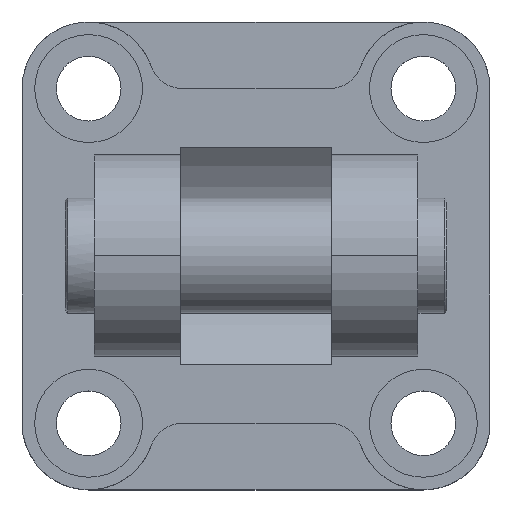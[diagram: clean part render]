
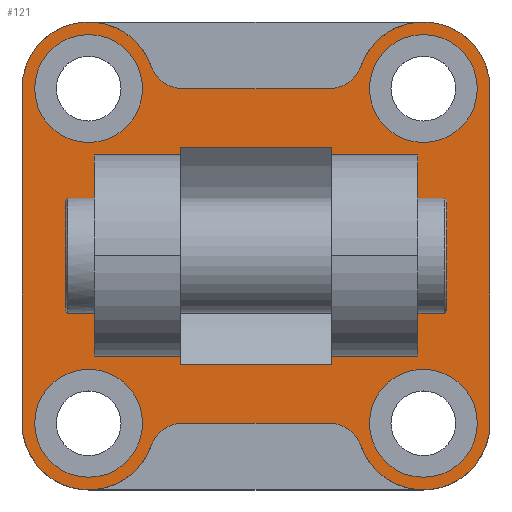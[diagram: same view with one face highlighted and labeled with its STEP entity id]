
A CAD part, top view. The second image highlights one B-rep face of the part: STEP entity #121.
In plain terms, the highlighted planar face has unit normal (0, 0, 1).
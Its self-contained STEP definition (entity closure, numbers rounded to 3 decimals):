
#121=ADVANCED_FACE('',(#282,#283,#284,#285,#286,#287),#288,.T.);
#282=FACE_BOUND('',#454,.T.);
#283=FACE_BOUND('',#455,.T.);
#284=FACE_BOUND('',#456,.T.);
#285=FACE_BOUND('',#457,.T.);
#286=FACE_BOUND('',#458,.T.);
#287=FACE_OUTER_BOUND('',#459,.T.);
#288=PLANE('',#460);
#454=EDGE_LOOP('',(#1037,#1038,#1039,#1040,#1041,#1042,#1043,#1044,#1045,#1046,#1047,#1048));
#455=EDGE_LOOP('',(#1049,#1050));
#456=EDGE_LOOP('',(#1051,#1052));
#457=EDGE_LOOP('',(#1053,#1054));
#458=EDGE_LOOP('',(#1055,#1056));
#459=EDGE_LOOP('',(#1057,#1058,#1059,#1060,#1061,#1062,#1063,#1064,#1065,#1066,#1067,#1068));
#460=AXIS2_PLACEMENT_3D('',#1069,#1070,#1071);
#1037=ORIENTED_EDGE('',*,*,#1202,.T.);
#1038=ORIENTED_EDGE('',*,*,#1221,.T.);
#1039=ORIENTED_EDGE('',*,*,#1223,.T.);
#1040=ORIENTED_EDGE('',*,*,#1224,.T.);
#1041=ORIENTED_EDGE('',*,*,#1214,.T.);
#1042=ORIENTED_EDGE('',*,*,#1216,.T.);
#1043=ORIENTED_EDGE('',*,*,#1209,.T.);
#1044=ORIENTED_EDGE('',*,*,#1225,.T.);
#1045=ORIENTED_EDGE('',*,*,#1127,.T.);
#1046=ORIENTED_EDGE('',*,*,#1219,.T.);
#1047=ORIENTED_EDGE('',*,*,#1205,.T.);
#1048=ORIENTED_EDGE('',*,*,#1192,.T.);
#1049=ORIENTED_EDGE('',*,*,#1122,.T.);
#1050=ORIENTED_EDGE('',*,*,#1228,.T.);
#1051=ORIENTED_EDGE('',*,*,#1114,.T.);
#1052=ORIENTED_EDGE('',*,*,#1232,.T.);
#1053=ORIENTED_EDGE('',*,*,#1106,.T.);
#1054=ORIENTED_EDGE('',*,*,#1236,.T.);
#1055=ORIENTED_EDGE('',*,*,#1098,.T.);
#1056=ORIENTED_EDGE('',*,*,#1240,.T.);
#1057=ORIENTED_EDGE('',*,*,#1276,.F.);
#1058=ORIENTED_EDGE('',*,*,#1279,.F.);
#1059=ORIENTED_EDGE('',*,*,#1289,.F.);
#1060=ORIENTED_EDGE('',*,*,#1285,.F.);
#1061=ORIENTED_EDGE('',*,*,#1283,.F.);
#1062=ORIENTED_EDGE('',*,*,#1281,.F.);
#1063=ORIENTED_EDGE('',*,*,#1261,.F.);
#1064=ORIENTED_EDGE('',*,*,#1265,.F.);
#1065=ORIENTED_EDGE('',*,*,#1268,.F.);
#1066=ORIENTED_EDGE('',*,*,#1274,.F.);
#1067=ORIENTED_EDGE('',*,*,#1280,.F.);
#1068=ORIENTED_EDGE('',*,*,#1270,.F.);
#1069=CARTESIAN_POINT('',(0.,0.,11.0));
#1070=DIRECTION('',(0.0,0.0,1.0));
#1071=DIRECTION('',(1.0,0.0,0.0));
#1098=EDGE_CURVE('',#1301,#1298,#1302,.T.);
#1106=EDGE_CURVE('',#1317,#1314,#1318,.T.);
#1114=EDGE_CURVE('',#1333,#1330,#1334,.T.);
#1122=EDGE_CURVE('',#1349,#1346,#1350,.T.);
#1127=EDGE_CURVE('',#1359,#1357,#1360,.T.);
#1192=EDGE_CURVE('',#1474,#1472,#1475,.T.);
#1202=EDGE_CURVE('',#1472,#1485,#1487,.T.);
#1205=EDGE_CURVE('',#1491,#1474,#1492,.T.);
#1209=EDGE_CURVE('',#1494,#1496,#1498,.T.);
#1214=EDGE_CURVE('',#1506,#1504,#1507,.T.);
#1216=EDGE_CURVE('',#1504,#1494,#1509,.T.);
#1219=EDGE_CURVE('',#1357,#1491,#1512,.T.);
#1221=EDGE_CURVE('',#1485,#1513,#1515,.T.);
#1223=EDGE_CURVE('',#1513,#1516,#1518,.T.);
#1224=EDGE_CURVE('',#1516,#1506,#1519,.T.);
#1225=EDGE_CURVE('',#1496,#1359,#1520,.T.);
#1228=EDGE_CURVE('',#1346,#1349,#1523,.T.);
#1232=EDGE_CURVE('',#1330,#1333,#1527,.T.);
#1236=EDGE_CURVE('',#1314,#1317,#1531,.T.);
#1240=EDGE_CURVE('',#1298,#1301,#1535,.T.);
#1261=EDGE_CURVE('',#1571,#1573,#1574,.T.);
#1265=EDGE_CURVE('',#1578,#1571,#1580,.T.);
#1268=EDGE_CURVE('',#1583,#1578,#1585,.T.);
#1270=EDGE_CURVE('',#1586,#1588,#1589,.T.);
#1274=EDGE_CURVE('',#1592,#1583,#1594,.T.);
#1276=EDGE_CURVE('',#1595,#1586,#1597,.T.);
#1279=EDGE_CURVE('',#1600,#1595,#1602,.T.);
#1280=EDGE_CURVE('',#1588,#1592,#1603,.T.);
#1281=EDGE_CURVE('',#1573,#1604,#1605,.T.);
#1283=EDGE_CURVE('',#1604,#1607,#1608,.T.);
#1285=EDGE_CURVE('',#1607,#1610,#1611,.T.);
#1289=EDGE_CURVE('',#1610,#1600,#1616,.T.);
#1298=VERTEX_POINT('',#1627);
#1301=VERTEX_POINT('',#1631);
#1302=CIRCLE('',#1632,7.5);
#1314=VERTEX_POINT('',#1647);
#1317=VERTEX_POINT('',#1651);
#1318=CIRCLE('',#1652,7.5);
#1330=VERTEX_POINT('',#1667);
#1333=VERTEX_POINT('',#1671);
#1334=CIRCLE('',#1672,7.5);
#1346=VERTEX_POINT('',#1687);
#1349=VERTEX_POINT('',#1691);
#1350=CIRCLE('',#1692,7.5);
#1357=VERTEX_POINT('',#1701);
#1359=VERTEX_POINT('',#1703);
#1360=LINE('',#1704,#1705);
#1472=VERTEX_POINT('',#1848);
#1474=VERTEX_POINT('',#1851);
#1475=LINE('',#1852,#1853);
#1485=VERTEX_POINT('',#1867);
#1487=LINE('',#1870,#1871);
#1491=VERTEX_POINT('',#1876);
#1492=LINE('',#1877,#1878);
#1494=VERTEX_POINT('',#1881);
#1496=VERTEX_POINT('',#1884);
#1498=LINE('',#1887,#1888);
#1504=VERTEX_POINT('',#1895);
#1506=VERTEX_POINT('',#1898);
#1507=LINE('',#1899,#1900);
#1509=LINE('',#1903,#1904);
#1512=LINE('',#1907,#1908);
#1513=VERTEX_POINT('',#1909);
#1515=LINE('',#1911,#1912);
#1516=VERTEX_POINT('',#1913);
#1518=LINE('',#1915,#1916);
#1519=LINE('',#1917,#1918);
#1520=LINE('',#1919,#1920);
#1523=CIRCLE('',#1923,7.5);
#1527=CIRCLE('',#1927,7.5);
#1531=CIRCLE('',#1931,7.5);
#1535=CIRCLE('',#1935,7.5);
#1571=VERTEX_POINT('',#1981);
#1573=VERTEX_POINT('',#1984);
#1574=CIRCLE('',#1985,4.625);
#1578=VERTEX_POINT('',#1990);
#1580=CIRCLE('',#1993,9.25);
#1583=VERTEX_POINT('',#1997);
#1585=LINE('',#2000,#2001);
#1586=VERTEX_POINT('',#2002);
#1588=VERTEX_POINT('',#2005);
#1589=LINE('',#2006,#2007);
#1592=VERTEX_POINT('',#2011);
#1594=CIRCLE('',#2014,9.25);
#1595=VERTEX_POINT('',#2015);
#1597=CIRCLE('',#2018,4.625);
#1600=VERTEX_POINT('',#2021);
#1602=CIRCLE('',#2024,9.25);
#1603=CIRCLE('',#2025,4.625);
#1604=VERTEX_POINT('',#2026);
#1605=LINE('',#2027,#2028);
#1607=VERTEX_POINT('',#2031);
#1608=CIRCLE('',#2032,4.625);
#1610=VERTEX_POINT('',#2035);
#1611=CIRCLE('',#2036,9.25);
#1616=LINE('',#2043,#2044);
#1627=CARTESIAN_POINT('',(-15.75,-23.25,11.0));
#1631=CARTESIAN_POINT('',(-30.75,-23.25,11.0));
#1632=AXIS2_PLACEMENT_3D('',#2054,#2055,#2056);
#1647=CARTESIAN_POINT('',(-15.75,23.25,11.0));
#1651=CARTESIAN_POINT('',(-30.75,23.25,11.0));
#1652=AXIS2_PLACEMENT_3D('',#2070,#2071,#2072);
#1667=CARTESIAN_POINT('',(30.75,-23.25,11.0));
#1671=CARTESIAN_POINT('',(15.75,-23.25,11.0));
#1672=AXIS2_PLACEMENT_3D('',#2086,#2087,#2088);
#1687=CARTESIAN_POINT('',(30.75,23.25,11.0));
#1691=CARTESIAN_POINT('',(15.75,23.25,11.0));
#1692=AXIS2_PLACEMENT_3D('',#2102,#2103,#2104);
#1701=CARTESIAN_POINT('',(10.5,15.085,11.0));
#1703=CARTESIAN_POINT('',(-10.5,15.085,11.0));
#1704=CARTESIAN_POINT('',(0.0,15.085,11.0));
#1705=VECTOR('',#2113,1.0);
#1848=CARTESIAN_POINT('',(22.5,-14.0,11.0));
#1851=CARTESIAN_POINT('',(22.5,14.0,11.0));
#1852=CARTESIAN_POINT('',(22.5,0.,11.0));
#1853=VECTOR('',#2242,1.0);
#1867=CARTESIAN_POINT('',(10.5,-14.0,11.0));
#1870=CARTESIAN_POINT('',(5.25,-14.0,11.0));
#1871=VECTOR('',#2260,1.0);
#1876=CARTESIAN_POINT('',(10.5,14.0,11.0));
#1877=CARTESIAN_POINT('',(5.25,14.0,11.0));
#1878=VECTOR('',#2265,1.0);
#1881=CARTESIAN_POINT('',(-22.5,14.0,11.0));
#1884=CARTESIAN_POINT('',(-10.5,14.0,11.0));
#1887=CARTESIAN_POINT('',(-5.25,14.0,11.0));
#1888=VECTOR('',#2269,1.0);
#1895=CARTESIAN_POINT('',(-22.5,-14.0,11.0));
#1898=CARTESIAN_POINT('',(-10.5,-14.0,11.0));
#1899=CARTESIAN_POINT('',(-5.25,-14.0,11.0));
#1900=VECTOR('',#2278,1.0);
#1903=CARTESIAN_POINT('',(-22.5,0.,11.0));
#1904=VECTOR('',#2280,1.0);
#1907=CARTESIAN_POINT('',(10.5,0.,11.0));
#1908=VECTOR('',#2287,1.0);
#1909=CARTESIAN_POINT('',(10.5,-15.085,11.0));
#1911=CARTESIAN_POINT('',(10.5,0.,11.0));
#1912=VECTOR('',#2291,1.0);
#1913=CARTESIAN_POINT('',(-10.5,-15.085,11.0));
#1915=CARTESIAN_POINT('',(0.0,-15.085,11.0));
#1916=VECTOR('',#2295,1.0);
#1917=CARTESIAN_POINT('',(-10.5,0.,11.0));
#1918=VECTOR('',#2296,1.0);
#1919=CARTESIAN_POINT('',(-10.5,0.,11.0));
#1920=VECTOR('',#2297,1.0);
#1923=AXIS2_PLACEMENT_3D('',#2304,#2305,#2306);
#1927=AXIS2_PLACEMENT_3D('',#2316,#2317,#2318);
#1931=AXIS2_PLACEMENT_3D('',#2328,#2329,#2330);
#1935=AXIS2_PLACEMENT_3D('',#2340,#2341,#2342);
#1981=CARTESIAN_POINT('',(14.529,-26.333,11.0));
#1984=CARTESIAN_POINT('',(10.169,-23.25,11.0));
#1985=AXIS2_PLACEMENT_3D('',#2381,#2382,#2383);
#1990=CARTESIAN_POINT('',(32.5,-23.25,11.0));
#1993=AXIS2_PLACEMENT_3D('',#2389,#2390,#2391);
#1997=CARTESIAN_POINT('',(32.5,23.25,11.0));
#2000=CARTESIAN_POINT('',(32.5,23.25,11.0));
#2001=VECTOR('',#2394,1.0);
#2002=CARTESIAN_POINT('',(-10.169,23.25,11.0));
#2005=CARTESIAN_POINT('',(10.169,23.25,11.0));
#2006=CARTESIAN_POINT('',(-10.169,23.25,11.0));
#2007=VECTOR('',#2396,1.0);
#2011=CARTESIAN_POINT('',(14.529,26.333,11.0));
#2014=AXIS2_PLACEMENT_3D('',#2402,#2403,#2404);
#2015=CARTESIAN_POINT('',(-14.529,26.333,11.0));
#2018=AXIS2_PLACEMENT_3D('',#2406,#2407,#2408);
#2021=CARTESIAN_POINT('',(-32.5,23.25,11.0));
#2024=AXIS2_PLACEMENT_3D('',#2413,#2414,#2415);
#2025=AXIS2_PLACEMENT_3D('',#2416,#2417,#2418);
#2026=CARTESIAN_POINT('',(-10.169,-23.25,11.0));
#2027=CARTESIAN_POINT('',(10.169,-23.25,11.0));
#2028=VECTOR('',#2419,1.0);
#2031=CARTESIAN_POINT('',(-14.529,-26.333,11.0));
#2032=AXIS2_PLACEMENT_3D('',#2421,#2422,#2423);
#2035=CARTESIAN_POINT('',(-32.5,-23.25,11.0));
#2036=AXIS2_PLACEMENT_3D('',#2425,#2426,#2427);
#2043=CARTESIAN_POINT('',(-32.5,-23.25,11.0));
#2044=VECTOR('',#2433,1.0);
#2054=CARTESIAN_POINT('',(-23.25,-23.25,11.0));
#2055=DIRECTION('',(0.0,0.0,-1.0));
#2056=DIRECTION('',(1.0,0.0,0.0));
#2070=CARTESIAN_POINT('',(-23.25,23.25,11.0));
#2071=DIRECTION('',(0.0,0.0,-1.0));
#2072=DIRECTION('',(1.0,0.0,0.0));
#2086=CARTESIAN_POINT('',(23.25,-23.25,11.0));
#2087=DIRECTION('',(0.0,0.0,-1.0));
#2088=DIRECTION('',(1.0,0.0,0.0));
#2102=CARTESIAN_POINT('',(23.25,23.25,11.0));
#2103=DIRECTION('',(0.0,0.0,-1.0));
#2104=DIRECTION('',(1.0,0.0,0.0));
#2113=DIRECTION('',(1.0,-0.0,-0.0));
#2242=DIRECTION('',(0.,-1.0,0.0));
#2260=DIRECTION('',(-1.0,0.,0.0));
#2265=DIRECTION('',(1.0,0.,0.0));
#2269=DIRECTION('',(1.0,0.0,0.0));
#2278=DIRECTION('',(-1.0,0.0,0.0));
#2280=DIRECTION('',(0.0,1.0,-0.0));
#2287=DIRECTION('',(0.0,-1.0,0.0));
#2291=DIRECTION('',(0.0,-1.0,0.0));
#2295=DIRECTION('',(-1.0,0.0,0.0));
#2296=DIRECTION('',(0.0,1.0,-0.0));
#2297=DIRECTION('',(0.0,1.0,-0.0));
#2304=CARTESIAN_POINT('',(23.25,23.25,11.0));
#2305=DIRECTION('',(0.0,0.0,-1.0));
#2306=DIRECTION('',(1.0,0.0,0.0));
#2316=CARTESIAN_POINT('',(23.25,-23.25,11.0));
#2317=DIRECTION('',(0.0,0.0,-1.0));
#2318=DIRECTION('',(1.0,0.0,0.0));
#2328=CARTESIAN_POINT('',(-23.25,23.25,11.0));
#2329=DIRECTION('',(0.0,0.0,-1.0));
#2330=DIRECTION('',(1.0,0.0,0.0));
#2340=CARTESIAN_POINT('',(-23.25,-23.25,11.0));
#2341=DIRECTION('',(0.0,0.0,-1.0));
#2342=DIRECTION('',(1.0,0.0,0.0));
#2381=CARTESIAN_POINT('',(10.169,-27.875,11.0));
#2382=DIRECTION('',(0.0,0.0,1.0));
#2383=DIRECTION('',(1.0,0.0,0.0));
#2389=CARTESIAN_POINT('',(23.25,-23.25,11.0));
#2390=DIRECTION('',(0.0,0.0,-1.0));
#2391=DIRECTION('',(1.0,0.0,0.0));
#2394=DIRECTION('',(0.0,-1.0,0.0));
#2396=DIRECTION('',(1.0,0.0,0.0));
#2402=CARTESIAN_POINT('',(23.25,23.25,11.0));
#2403=DIRECTION('',(0.0,0.0,-1.0));
#2404=DIRECTION('',(1.0,0.0,0.0));
#2406=CARTESIAN_POINT('',(-10.169,27.875,11.0));
#2407=DIRECTION('',(0.0,0.0,1.0));
#2408=DIRECTION('',(1.0,0.0,0.0));
#2413=CARTESIAN_POINT('',(-23.25,23.25,11.0));
#2414=DIRECTION('',(0.0,0.0,-1.0));
#2415=DIRECTION('',(1.0,0.0,0.0));
#2416=CARTESIAN_POINT('',(10.169,27.875,11.0));
#2417=DIRECTION('',(0.0,0.0,1.0));
#2418=DIRECTION('',(1.0,0.0,0.0));
#2419=DIRECTION('',(-1.0,0.0,0.0));
#2421=CARTESIAN_POINT('',(-10.169,-27.875,11.0));
#2422=DIRECTION('',(0.0,0.0,1.0));
#2423=DIRECTION('',(1.0,0.0,0.0));
#2425=CARTESIAN_POINT('',(-23.25,-23.25,11.0));
#2426=DIRECTION('',(0.0,0.0,-1.0));
#2427=DIRECTION('',(1.0,0.0,0.0));
#2433=DIRECTION('',(0.0,1.0,0.0));
